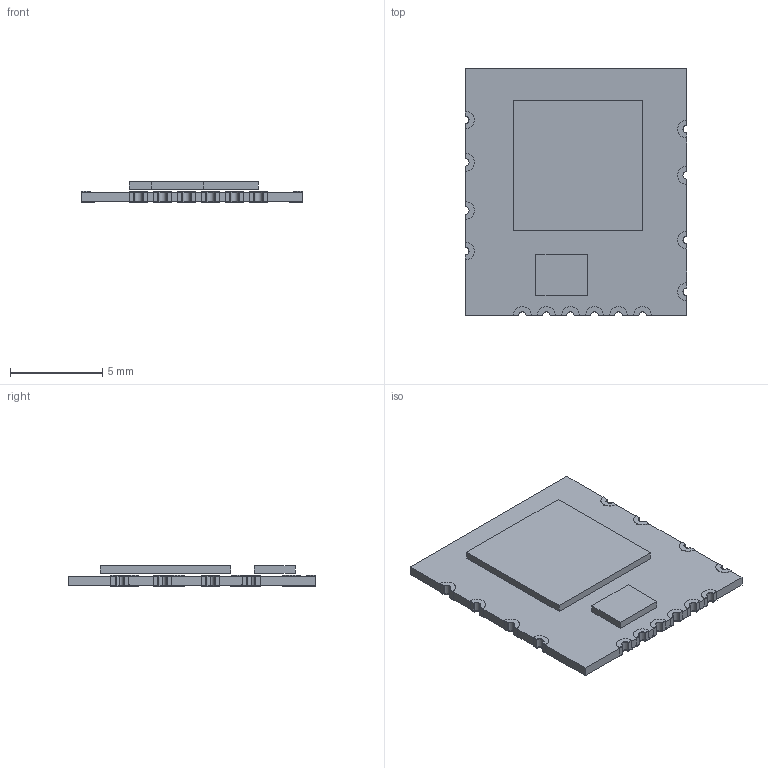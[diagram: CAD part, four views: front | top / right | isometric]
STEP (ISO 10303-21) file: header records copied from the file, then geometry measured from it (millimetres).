
FILE_DESCRIPTION (( 'STEP AP214' ), '1' );
FILE_NAME ('User Library-BL-R8723BT1 module.STEP', '2018-10-31T14:07:04', ( '' ), ( '' ), 'SwSTEP 2.0', 'SolidWorks 2018', '' );
FILE_SCHEMA (( 'AUTOMOTIVE_DESIGN' ));
Length unit declared in the file: millimetre
Products named in the file (18): User Library-BL-R8723BT1 module_Part_126661_4; User Library-BL-R8723BT1 module_Part_126661_2; User Library-BL-R8723BT1 module_Part_126661; User Library-BL-R8723BT1 module_Part_126661_3; User Library-BL-R8723BT1 module_Part_156259_2; User Library-BL-R8723BT1 module_Part_126661_11; User Library-BL-R8723BT1 module_Part_123053; User Library-BL-R8723BT1 module_Part_156259; User Library-BL-R8723BT1 module_Part_126661_8; User Library-BL-R8723BT1 module_Part_156259_3; User Library-BL-R8723BT1 module_Part_126661_9; User Library-BL-R8723BT1 module_Part_113087; User Library-BL-R8723BT1 module_Part_126661_7; User Library-BL-R8723BT1 module_Part_126661_5; User Library-BL-R8723BT1 module; User Library-BL-R8723BT1 module_Part_113087_2; User Library-BL-R8723BT1 module_Part_126661_6; User Library-BL-R8723BT1 module_Part_126661_10
Assembly tree (17 placements, depth 2):
  User Library-BL-R8723BT1 module
    User Library-BL-R8723BT1 module_Part_113087
    User Library-BL-R8723BT1 module_Part_113087_2
    User Library-BL-R8723BT1 module_Part_123053
    User Library-BL-R8723BT1 module_Part_156259
    User Library-BL-R8723BT1 module_Part_126661
    User Library-BL-R8723BT1 module_Part_126661_2
    User Library-BL-R8723BT1 module_Part_126661_3
    User Library-BL-R8723BT1 module_Part_126661_4
    User Library-BL-R8723BT1 module_Part_126661_5
    User Library-BL-R8723BT1 module_Part_156259_2
    User Library-BL-R8723BT1 module_Part_126661_6
    User Library-BL-R8723BT1 module_Part_126661_7
    User Library-BL-R8723BT1 module_Part_126661_8
    User Library-BL-R8723BT1 module_Part_126661_9
    User Library-BL-R8723BT1 module_Part_126661_10
    User Library-BL-R8723BT1 module_Part_126661_11
    User Library-BL-R8723BT1 module_Part_156259_3
Bounding box: 12 x 13.4 x 1.1 mm (x, y, z)
Volume: 104.8 mm3; surface area: 514.4 mm2
Topology: 17 solids, 17 shells, 198 faces, 492 edges, 328 vertices
Faces by surface type: plane 144, cylinder 54
Entity records: 8812 total; most frequent: CARTESIAN_POINT 1038, DIRECTION 1036, ORIENTED_EDGE 984, EDGE_CURVE 492, LINE 384, VECTOR 384, VERTEX_POINT 328, AXIS2_PLACEMENT_3D 326
